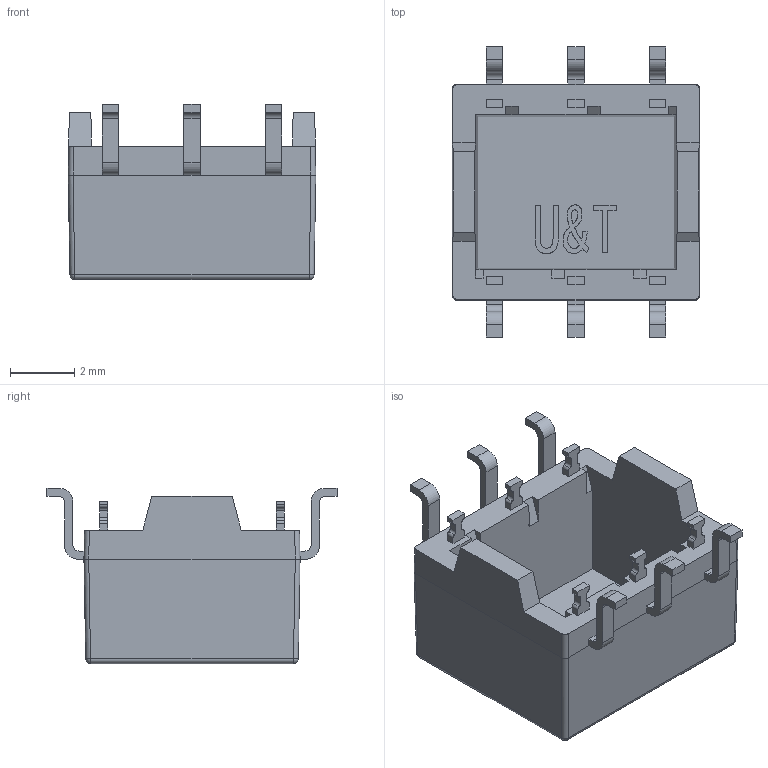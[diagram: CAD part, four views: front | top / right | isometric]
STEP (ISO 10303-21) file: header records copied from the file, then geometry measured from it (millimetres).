
FILE_DESCRIPTION((''),'2;1');
FILE_NAME('UTA06C06','2023-03-06T',('Administrator'),(''),'PRO/ENGINEER BY PARAMETRIC TECHNOLOGY CORPORATION, 2008380','PRO/ENGINEER BY PARAMETRIC TECHNOLOGY CORPORATION, 2008380','');
FILE_SCHEMA(('CONFIG_CONTROL_DESIGN'));
Length unit declared in the file: millimetre
Products named in the file (1): UTA06C06
Bounding box: 7.7 x 9.02 x 5.45 mm (x, y, z)
Volume: 106.9 mm3; surface area: 357.7 mm2
Topology: 1 solids, 1 shells, 1091 faces, 3095 edges, 2050 vertices
Faces by surface type: plane 986, cylinder 86, extrusion 15, sphere 4
Entity records: 35399 total; most frequent: CARTESIAN_POINT 6940, ORIENTED_EDGE 6182, DIRECTION 5380, EDGE_CURVE 3091, VECTOR 2908, LINE 2893, VERTEX_POINT 2050, AXIS2_PLACEMENT_3D 1236
